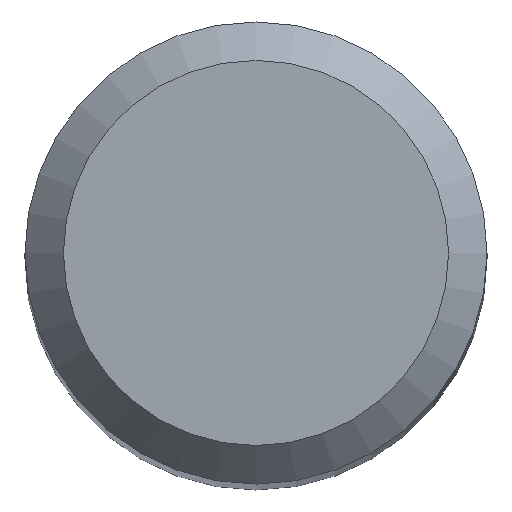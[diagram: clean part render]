
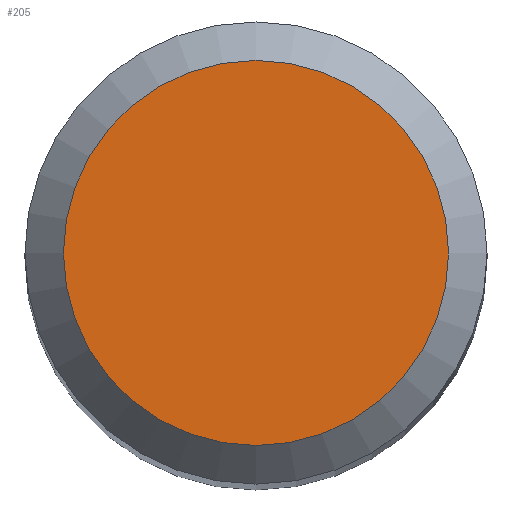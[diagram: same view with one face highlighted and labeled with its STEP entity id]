
A CAD part, top view. The second image highlights one B-rep face of the part: STEP entity #205.
In plain terms, the highlighted planar face has unit normal (0, 0, 1).
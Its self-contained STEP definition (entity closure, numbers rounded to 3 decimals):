
#46 = PLANE ( 'NONE',  #130 ) ;
#50 = VERTEX_POINT ( 'NONE', #185 ) ;
#62 = EDGE_CURVE ( 'NONE', #50, #50, #169, .T. ) ;
#83 = EDGE_LOOP ( 'NONE', ( #114 ) ) ;
#108 = DIRECTION ( 'NONE',  ( 0., 0., -1. ) ) ;
#114 = ORIENTED_EDGE ( 'NONE', *, *, #62, .F. ) ;
#121 = CARTESIAN_POINT ( 'NONE',  ( 0., 0., 57. ) ) ;
#124 = DIRECTION ( 'NONE',  ( 0., 1., 0. ) ) ;
#130 = AXIS2_PLACEMENT_3D ( 'NONE', #121, #108, #220 ) ;
#137 = CARTESIAN_POINT ( 'NONE',  ( 0., 0., 57. ) ) ;
#153 = DIRECTION ( 'NONE',  ( 0., 0., -1. ) ) ;
#161 = AXIS2_PLACEMENT_3D ( 'NONE', #137, #153, #124 ) ;
#163 = FACE_OUTER_BOUND ( 'NONE', #83, .T. ) ;
#169 = CIRCLE ( 'NONE', #161, 2.5 ) ;
#185 = CARTESIAN_POINT ( 'NONE',  ( 0., 2.5, 57. ) ) ;
#205 = ADVANCED_FACE ( 'NONE', ( #163 ), #46, .F. ) ;
#220 = DIRECTION ( 'NONE',  ( 0., 1., 0. ) ) ;
